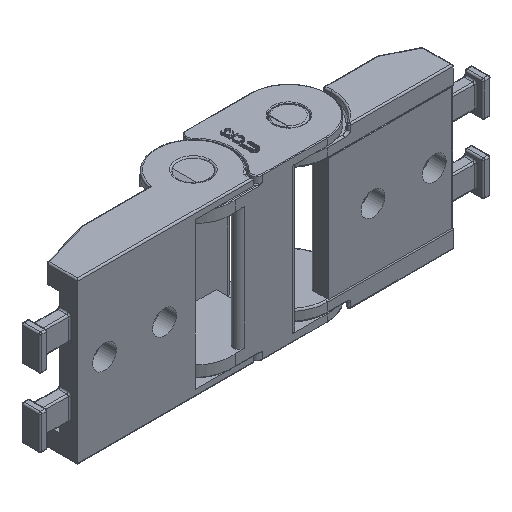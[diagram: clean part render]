
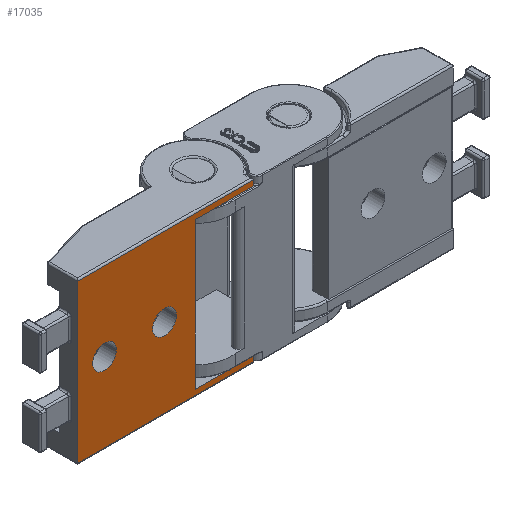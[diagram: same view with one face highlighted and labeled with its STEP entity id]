
A CAD part, isometric view. The second image highlights one B-rep face of the part: STEP entity #17035.
In plain terms, the highlighted planar face has unit normal (0, -1, 0).
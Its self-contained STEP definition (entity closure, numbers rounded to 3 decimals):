
#125 = EDGE_LOOP ( 'NONE', ( #18592, #15006 ) ) ;
#179 = AXIS2_PLACEMENT_3D ( 'NONE', #17821, #7688, #10682 ) ;
#220 = VERTEX_POINT ( 'NONE', #6150 ) ;
#274 = CARTESIAN_POINT ( 'NONE',  ( 74.971, -4.913, 2.4 ) ) ;
#787 = EDGE_CURVE ( 'NONE', #5888, #220, #19097, .T. ) ;
#1013 = EDGE_LOOP ( 'NONE', ( #12979, #4323, #3793, #15881, #7289, #6827, #13855, #14153 ) ) ;
#1212 = FACE_BOUND ( 'NONE', #125, .T. ) ;
#1312 = CARTESIAN_POINT ( 'NONE',  ( 80.071, -4.913, -7.9 ) ) ;
#1314 = VERTEX_POINT ( 'NONE', #274 ) ;
#1622 = CARTESIAN_POINT ( 'NONE',  ( 84.821, -4.913, -7.9 ) ) ;
#2036 = LINE ( 'NONE', #8107, #12221 ) ;
#2548 = VECTOR ( 'NONE', #14215, 1000. ) ;
#2603 = VECTOR ( 'NONE', #15251, 1000. ) ;
#2798 = VECTOR ( 'NONE', #18691, 1000. ) ;
#3741 = CARTESIAN_POINT ( 'NONE',  ( 90.371, -4.913, -17.5 ) ) ;
#3793 = ORIENTED_EDGE ( 'NONE', *, *, #11879, .T. ) ;
#4045 = VERTEX_POINT ( 'NONE', #6109 ) ;
#4323 = ORIENTED_EDGE ( 'NONE', *, *, #14092, .T. ) ;
#4443 = ORIENTED_EDGE ( 'NONE', *, *, #787, .T. ) ;
#4986 = EDGE_CURVE ( 'NONE', #4045, #6339, #18517, .T. ) ;
#5032 = CARTESIAN_POINT ( 'NONE',  ( 76.971, -4.913, -7.9 ) ) ;
#5092 = CARTESIAN_POINT ( 'NONE',  ( 78.521, -4.913, -7.9 ) ) ;
#5305 = DIRECTION ( 'NONE',  ( 0., 0., 1. ) ) ;
#5571 = EDGE_CURVE ( 'NONE', #12991, #7022, #13390, .T. ) ;
#5661 = CARTESIAN_POINT ( 'NONE',  ( 74.971, -4.913, 2.4 ) ) ;
#5680 = DIRECTION ( 'NONE',  ( 0., 0., 1. ) ) ;
#5780 = VERTEX_POINT ( 'NONE', #1312 ) ;
#5888 = VERTEX_POINT ( 'NONE', #1622 ) ;
#6059 = VERTEX_POINT ( 'NONE', #5032 ) ;
#6085 = EDGE_CURVE ( 'NONE', #7914, #6339, #2036, .T. ) ;
#6109 = CARTESIAN_POINT ( 'NONE',  ( 74.971, -4.913, -18.2 ) ) ;
#6150 = CARTESIAN_POINT ( 'NONE',  ( 87.921, -4.913, -7.9 ) ) ;
#6198 = EDGE_CURVE ( 'NONE', #5780, #6059, #18716, .T. ) ;
#6339 = VERTEX_POINT ( 'NONE', #13061 ) ;
#6722 = LINE ( 'NONE', #13633, #2603 ) ;
#6827 = ORIENTED_EDGE ( 'NONE', *, *, #17796, .T. ) ;
#7022 = VERTEX_POINT ( 'NONE', #11055 ) ;
#7092 = VERTEX_POINT ( 'NONE', #8405 ) ;
#7140 = CARTESIAN_POINT ( 'NONE',  ( 97.971, -4.913, -18.2 ) ) ;
#7289 = ORIENTED_EDGE ( 'NONE', *, *, #6085, .F. ) ;
#7408 = FACE_OUTER_BOUND ( 'NONE', #1013, .T. ) ;
#7575 = EDGE_CURVE ( 'NONE', #220, #5888, #13818, .T. ) ;
#7629 = CARTESIAN_POINT ( 'NONE',  ( 74.971, -4.913, -17.5 ) ) ;
#7688 = DIRECTION ( 'NONE',  ( 0., 1., 0. ) ) ;
#7799 = AXIS2_PLACEMENT_3D ( 'NONE', #5092, #18905, #5680 ) ;
#7914 = VERTEX_POINT ( 'NONE', #16486 ) ;
#8107 = CARTESIAN_POINT ( 'NONE',  ( 97.971, -4.913, -16.393 ) ) ;
#8231 = ORIENTED_EDGE ( 'NONE', *, *, #7575, .T. ) ;
#8390 = EDGE_CURVE ( 'NONE', #7092, #7022, #6722, .T. ) ;
#8405 = CARTESIAN_POINT ( 'NONE',  ( 97.971, -4.913, 1.7 ) ) ;
#8462 = CARTESIAN_POINT ( 'NONE',  ( 74.971, -4.913, 2.6 ) ) ;
#9525 = DIRECTION ( 'NONE',  ( 0., 0., -1. ) ) ;
#9549 = LINE ( 'NONE', #5661, #12852 ) ;
#9745 = CARTESIAN_POINT ( 'NONE',  ( 74.971, -4.913, 2.6 ) ) ;
#9775 = EDGE_CURVE ( 'NONE', #7092, #13512, #13642, .T. ) ;
#10003 = DIRECTION ( 'NONE',  ( 0., 0., 1. ) ) ;
#10094 = VECTOR ( 'NONE', #14449, 1000. ) ;
#10632 = LINE ( 'NONE', #7629, #13200 ) ;
#10682 = DIRECTION ( 'NONE',  ( 0., 0., 1. ) ) ;
#10806 = CARTESIAN_POINT ( 'NONE',  ( 97.971, -4.913, 2.4 ) ) ;
#10940 = CARTESIAN_POINT ( 'NONE',  ( 97.971, -4.913, 0.593 ) ) ;
#11055 = CARTESIAN_POINT ( 'NONE',  ( 90.371, -4.913, 1.7 ) ) ;
#11879 = EDGE_CURVE ( 'NONE', #1314, #4045, #14539, .T. ) ;
#11992 = DIRECTION ( 'NONE',  ( -1., 0., 0. ) ) ;
#12221 = VECTOR ( 'NONE', #9525, 1000. ) ;
#12736 = CARTESIAN_POINT ( 'NONE',  ( 78.521, -4.913, -7.9 ) ) ;
#12852 = VECTOR ( 'NONE', #17449, 1000. ) ;
#12943 = AXIS2_PLACEMENT_3D ( 'NONE', #8462, #17350, #5305 ) ;
#12979 = ORIENTED_EDGE ( 'NONE', *, *, #9775, .T. ) ;
#12991 = VERTEX_POINT ( 'NONE', #3741 ) ;
#13061 = CARTESIAN_POINT ( 'NONE',  ( 97.971, -4.913, -18.2 ) ) ;
#13200 = VECTOR ( 'NONE', #11992, 1000. ) ;
#13390 = LINE ( 'NONE', #14979, #14088 ) ;
#13512 = VERTEX_POINT ( 'NONE', #10806 ) ;
#13633 = CARTESIAN_POINT ( 'NONE',  ( 74.971, -4.913, 1.7 ) ) ;
#13642 = LINE ( 'NONE', #10940, #2548 ) ;
#13818 = CIRCLE ( 'NONE', #17115, 1.55 ) ;
#13855 = ORIENTED_EDGE ( 'NONE', *, *, #5571, .T. ) ;
#13963 = CIRCLE ( 'NONE', #7799, 1.55 ) ;
#14088 = VECTOR ( 'NONE', #17947, 1000. ) ;
#14092 = EDGE_CURVE ( 'NONE', #13512, #1314, #9549, .T. ) ;
#14153 = ORIENTED_EDGE ( 'NONE', *, *, #8390, .F. ) ;
#14215 = DIRECTION ( 'NONE',  ( 0., 0., 1. ) ) ;
#14304 = DIRECTION ( 'NONE',  ( 0., 1., 0. ) ) ;
#14449 = DIRECTION ( 'NONE',  ( 0., 0., -1. ) ) ;
#14539 = LINE ( 'NONE', #9745, #10094 ) ;
#14640 = AXIS2_PLACEMENT_3D ( 'NONE', #12736, #14304, #17196 ) ;
#14979 = CARTESIAN_POINT ( 'NONE',  ( 90.371, -4.913, -15.9 ) ) ;
#15006 = ORIENTED_EDGE ( 'NONE', *, *, #6198, .T. ) ;
#15251 = DIRECTION ( 'NONE',  ( -1., 0., 0. ) ) ;
#15881 = ORIENTED_EDGE ( 'NONE', *, *, #4986, .T. ) ;
#15982 = CARTESIAN_POINT ( 'NONE',  ( 86.371, -4.913, -7.9 ) ) ;
#16253 = FACE_BOUND ( 'NONE', #16282, .T. ) ;
#16282 = EDGE_LOOP ( 'NONE', ( #4443, #8231 ) ) ;
#16462 = EDGE_CURVE ( 'NONE', #6059, #5780, #13963, .T. ) ;
#16486 = CARTESIAN_POINT ( 'NONE',  ( 97.971, -4.913, -17.5 ) ) ;
#17035 = ADVANCED_FACE ( 'NONE', ( #16253, #1212, #7408 ), #17230, .F. ) ;
#17115 = AXIS2_PLACEMENT_3D ( 'NONE', #15982, #18841, #10003 ) ;
#17196 = DIRECTION ( 'NONE',  ( 0., 0., 1. ) ) ;
#17230 = PLANE ( 'NONE',  #12943 ) ;
#17350 = DIRECTION ( 'NONE',  ( 0., 1., 0. ) ) ;
#17449 = DIRECTION ( 'NONE',  ( -1., 0., 0. ) ) ;
#17796 = EDGE_CURVE ( 'NONE', #7914, #12991, #10632, .T. ) ;
#17821 = CARTESIAN_POINT ( 'NONE',  ( 86.371, -4.913, -7.9 ) ) ;
#17947 = DIRECTION ( 'NONE',  ( 0., 0., 1. ) ) ;
#18517 = LINE ( 'NONE', #7140, #2798 ) ;
#18592 = ORIENTED_EDGE ( 'NONE', *, *, #16462, .T. ) ;
#18691 = DIRECTION ( 'NONE',  ( 1., 0., 0. ) ) ;
#18716 = CIRCLE ( 'NONE', #14640, 1.55 ) ;
#18841 = DIRECTION ( 'NONE',  ( 0., 1., 0. ) ) ;
#18905 = DIRECTION ( 'NONE',  ( 0., 1., 0. ) ) ;
#19097 = CIRCLE ( 'NONE', #179, 1.55 ) ;
